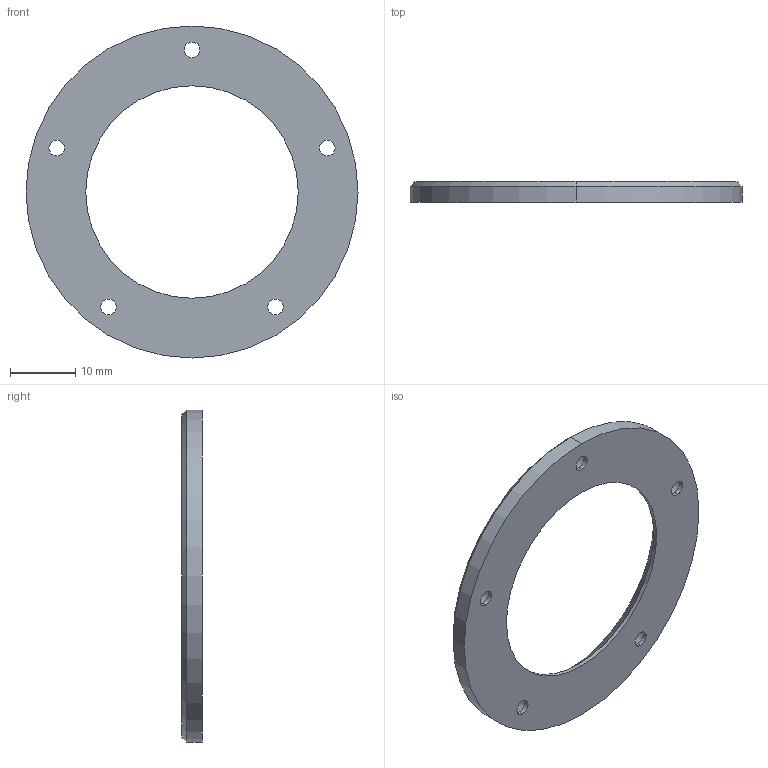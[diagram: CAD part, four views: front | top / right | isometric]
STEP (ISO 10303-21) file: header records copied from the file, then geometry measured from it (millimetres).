
FILE_DESCRIPTION (( 'STEP AP214' ), '1' );
FILE_NAME ('Bezel.STEP', '2025-08-05T17:07:36', ( '' ), ( '' ), 'SwSTEP 2.0', 'SolidWorks 2025', '' );
FILE_SCHEMA (( 'AUTOMOTIVE_DESIGN' ));
Length unit declared in the file: inch
Products named in the file (1): Bezel
Bounding box: 50.8 x 3.17 x 50.8 mm (x, y, z)
Volume: 3212.9 mm3; surface area: 3140.3 mm2
Topology: 1 solids, 1 shells, 45 faces, 100 edges, 62 vertices
Faces by surface type: cylinder 24, cone 14, plane 7
Entity records: 1315 total; most frequent: DIRECTION 254, CARTESIAN_POINT 208, ORIENTED_EDGE 200, AXIS2_PLACEMENT_3D 108, EDGE_CURVE 100, EDGE_LOOP 62, VERTEX_POINT 62, CIRCLE 62
